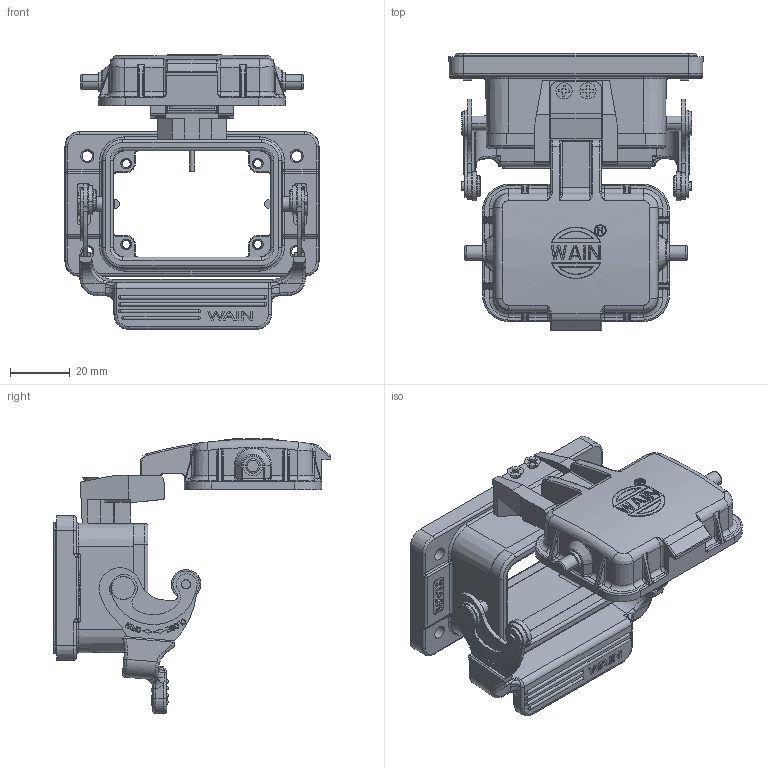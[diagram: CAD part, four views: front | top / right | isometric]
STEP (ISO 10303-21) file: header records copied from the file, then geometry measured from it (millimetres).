
FILE_DESCRIPTION((''),'2;1');
FILE_NAME('BREP_WITH_VOIDS_53815_1_1','2018-12-10T',('sy.ji'),(''),'PRO/ENGINEER BY PARAMETRIC TECHNOLOGY CORPORATION, 2014310','PRO/ENGINEER BY PARAMETRIC TECHNOLOGY CORPORATION, 2014310','');
FILE_SCHEMA(('CONFIG_CONTROL_DESIGN'));
Products named in the file (1): BREP_WITH_VOIDS_53815_1_1
Bounding box: 85 x 92.75 x 91.98 mm (x, y, z)
Volume: 62639.6 mm3; surface area: 47898.3 mm2
Topology: 4 solids, 23 shells, 2476 faces, 6583 edges, 4171 vertices
Faces by surface type: plane 928, cylinder 688, extrusion 265, bspline 210, torus 196, cone 131, sphere 58
Entity records: 109150 total; most frequent: CARTESIAN_POINT 45123, ORIENTED_EDGE 13030, DIRECTION 10937, EDGE_CURVE 6517, VERTEX_POINT 4171, AXIS2_PLACEMENT_3D 3711, VECTOR 3515, LINE 3250
